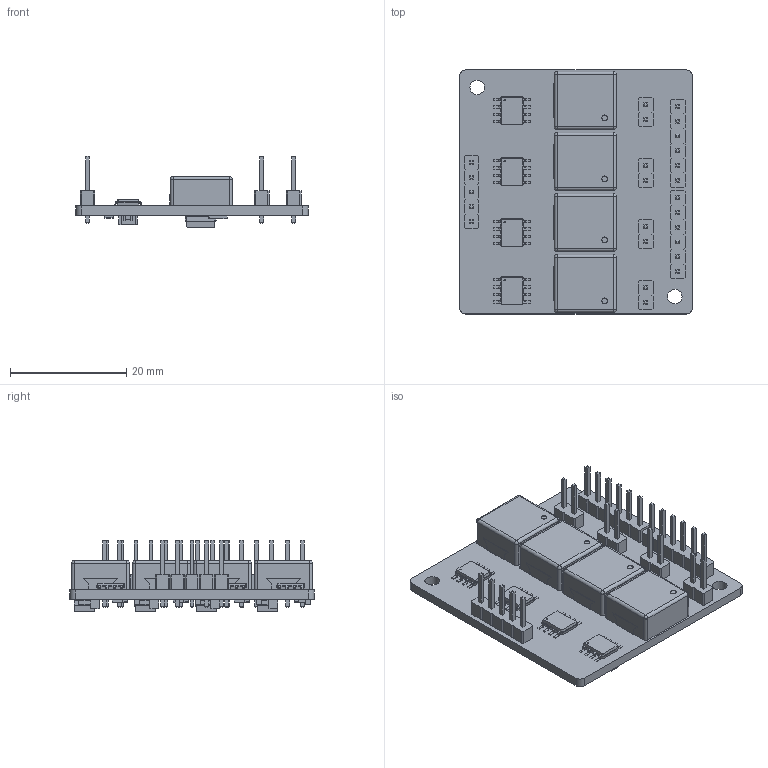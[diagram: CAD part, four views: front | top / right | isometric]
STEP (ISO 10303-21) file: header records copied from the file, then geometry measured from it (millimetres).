
FILE_DESCRIPTION(('KiCad electronic assembly'),'2;1');
FILE_NAME('pwm_led_controller.step','2019-03-29T00:25:59',('An Author'), ('A Company'),'Open CASCADE STEP processor 6.9', 'KiCad to STEP converter','Unknown');
FILE_SCHEMA(('AUTOMOTIVE_DESIGN { 1 0 10303 214 1 1 1 1 }'));
Length unit declared in the file: millimetre
Products named in the file (22): Open CASCADE STEP translator 6.9 1; HSOP-8-1EP_3.9x4.9mm_P1.27mm_EP2.41x3.1mm; SOLID; C_1206_3216Metric; C_0603_1608Metric; PinHeader_1x02_P2.54mm_Vertical; R_0603_1608Metric; R_1210_3225Metric; PinHeader_1x05_P2.54mm_Vertical; Package_2-smd_10.7x10mm; COMPOUND; D_SMB; PinHeader_1x06_P2.54mm_Vertical
Assembly tree (46 placements, depth 3):
  Open CASCADE STEP translator 6.9 1
    HSOP-8-1EP_3.9x4.9mm_P1.27mm_EP2.41x3.1mm  x4
      SOLID
    C_1206_3216Metric  x4
      SOLID
    C_0603_1608Metric  x4
      SOLID
    PinHeader_1x02_P2.54mm_Vertical  x4
      SOLID
    R_0603_1608Metric  x4
      SOLID
    R_1210_3225Metric  x4
      SOLID
    PinHeader_1x05_P2.54mm_Vertical
      SOLID
    Package_2-smd_10.7x10mm  x4
      COMPOUND
    D_SMB  x4
      SOLID
    PinHeader_1x06_P2.54mm_Vertical  x2
      SOLID
    COMPOUND
Bounding box: 40 x 42 x 12.39 mm (x, y, z)
Volume: 5544.2 mm3; surface area: 7782.5 mm2
Topology: 52 solids, 52 shells, 2121 faces, 5285 edges, 3334 vertices
Faces by surface type: plane 1538, cylinder 399, bspline 168, sphere 16
Full cylindrical faces by diameter (mm): 0.2 x28, 1 x29, 2.5 x2
Entity records: 51723 total; most frequent: CARTESIAN_POINT 8624, DIRECTION 7080, LINE 4830, VECTOR 4830, ORIENTED_EDGE 3698, PCURVE 3698, DEFINITIONAL_REPRESENTATION 3698, EDGE_CURVE 1849
